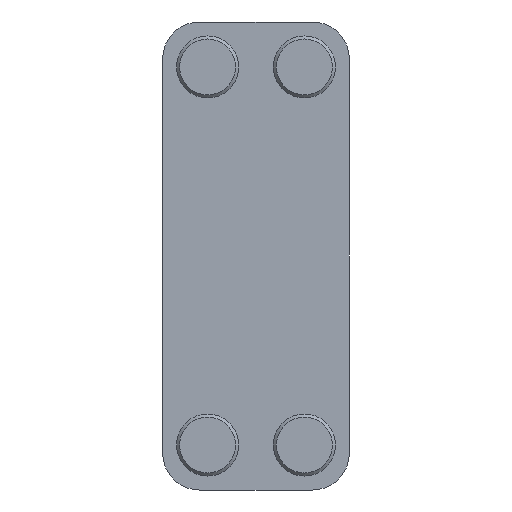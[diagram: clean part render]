
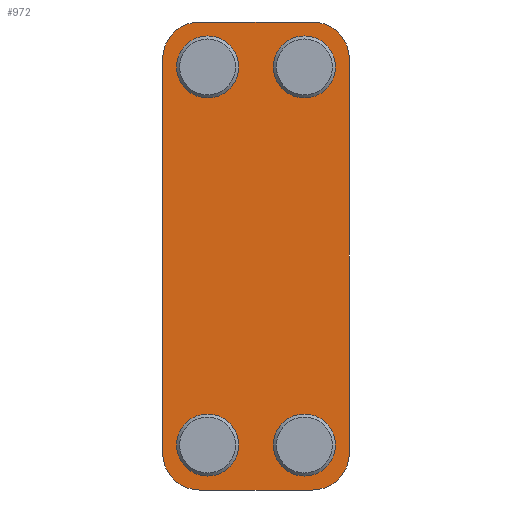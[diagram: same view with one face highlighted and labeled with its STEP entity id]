
A CAD part, front view. The second image highlights one B-rep face of the part: STEP entity #972.
In plain terms, the highlighted planar face has unit normal (0, -1, 0).
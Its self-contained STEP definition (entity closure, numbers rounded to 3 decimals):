
#238=PLANE('',#1098);
#280=FACE_OUTER_BOUND('',#334,.T.);
#334=EDGE_LOOP('',(#865,#866,#867,#868,#869,#870,#871,#872));
#412=LINE('',#1844,#504);
#415=LINE('',#1852,#507);
#417=LINE('',#1859,#509);
#420=LINE('',#1866,#512);
#504=VECTOR('',#1382,10.);
#507=VECTOR('',#1391,10.);
#509=VECTOR('',#1399,10.);
#512=VECTOR('',#1408,10.);
#597=CIRCLE('',#1087,16.);
#598=CIRCLE('',#1090,16.);
#599=CIRCLE('',#1093,16.);
#600=CIRCLE('',#1096,16.);
#645=VERTEX_POINT('',#1836);
#646=VERTEX_POINT('',#1838);
#647=VERTEX_POINT('',#1842);
#648=VERTEX_POINT('',#1846);
#649=VERTEX_POINT('',#1850);
#650=VERTEX_POINT('',#1854);
#651=VERTEX_POINT('',#1858);
#652=VERTEX_POINT('',#1862);
#714=EDGE_CURVE('',#646,#645,#597,.T.);
#717=EDGE_CURVE('',#645,#647,#412,.T.);
#719=EDGE_CURVE('',#647,#648,#598,.T.);
#721=EDGE_CURVE('',#648,#649,#415,.T.);
#723=EDGE_CURVE('',#649,#650,#599,.T.);
#724=EDGE_CURVE('',#651,#646,#417,.T.);
#726=EDGE_CURVE('',#652,#651,#600,.T.);
#728=EDGE_CURVE('',#650,#652,#420,.T.);
#865=ORIENTED_EDGE('',*,*,#728,.T.);
#866=ORIENTED_EDGE('',*,*,#726,.T.);
#867=ORIENTED_EDGE('',*,*,#724,.T.);
#868=ORIENTED_EDGE('',*,*,#714,.T.);
#869=ORIENTED_EDGE('',*,*,#717,.T.);
#870=ORIENTED_EDGE('',*,*,#719,.T.);
#871=ORIENTED_EDGE('',*,*,#721,.T.);
#872=ORIENTED_EDGE('',*,*,#723,.T.);
#972=ADVANCED_FACE('',(#280),#238,.T.);
#1087=AXIS2_PLACEMENT_3D('',#1839,#1376,#1377);
#1090=AXIS2_PLACEMENT_3D('',#1848,#1386,#1387);
#1093=AXIS2_PLACEMENT_3D('',#1856,#1395,#1396);
#1096=AXIS2_PLACEMENT_3D('',#1863,#1403,#1404);
#1098=AXIS2_PLACEMENT_3D('',#1867,#1409,#1410);
#1376=DIRECTION('center_axis',(0.,-1.,0.));
#1377=DIRECTION('ref_axis',(1.,0.,0.));
#1382=DIRECTION('',(-1.,0.,0.));
#1386=DIRECTION('center_axis',(0.,-1.,0.));
#1387=DIRECTION('ref_axis',(0.,0.,1.));
#1391=DIRECTION('',(0.,0.,-1.));
#1395=DIRECTION('center_axis',(0.,-1.,0.));
#1396=DIRECTION('ref_axis',(-1.,0.,0.));
#1399=DIRECTION('',(0.,0.,1.));
#1403=DIRECTION('center_axis',(0.,-1.,0.));
#1404=DIRECTION('ref_axis',(0.,0.,-1.));
#1408=DIRECTION('',(1.,0.,0.));
#1409=DIRECTION('center_axis',(0.,-1.,0.));
#1410=DIRECTION('ref_axis',(1.,0.,0.));
#1836=CARTESIAN_POINT('',(24.5,0.,203.));
#1838=CARTESIAN_POINT('',(40.5,0.,187.));
#1839=CARTESIAN_POINT('Origin',(24.5,0.,187.));
#1842=CARTESIAN_POINT('',(-24.5,0.,203.));
#1844=CARTESIAN_POINT('',(24.5,0.,203.));
#1846=CARTESIAN_POINT('',(-40.5,0.,187.));
#1848=CARTESIAN_POINT('Origin',(-24.5,0.,187.));
#1850=CARTESIAN_POINT('',(-40.5,0.,16.));
#1852=CARTESIAN_POINT('',(-40.5,0.,187.));
#1854=CARTESIAN_POINT('',(-24.5,0.,0.));
#1856=CARTESIAN_POINT('Origin',(-24.5,0.,16.));
#1858=CARTESIAN_POINT('',(40.5,0.,16.));
#1859=CARTESIAN_POINT('',(40.5,0.,16.));
#1862=CARTESIAN_POINT('',(24.5,0.,0.));
#1863=CARTESIAN_POINT('Origin',(24.5,0.,16.));
#1866=CARTESIAN_POINT('',(-24.5,0.,0.));
#1867=CARTESIAN_POINT('Origin',(0.,0.,
101.5));
